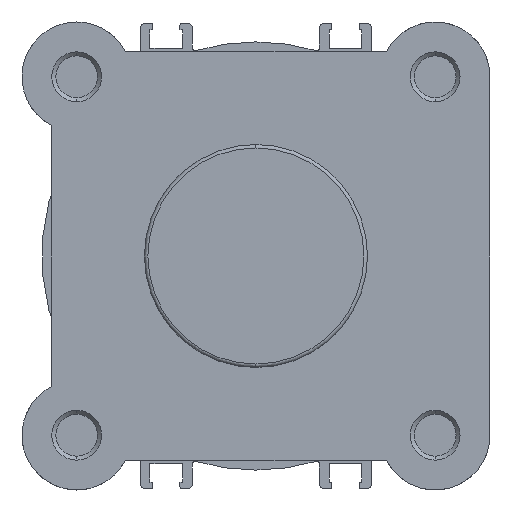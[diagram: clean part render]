
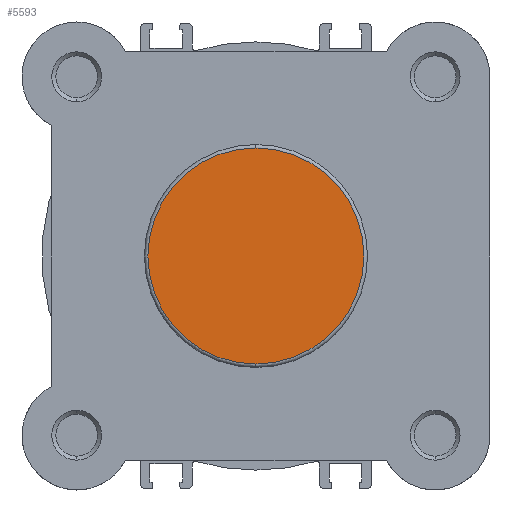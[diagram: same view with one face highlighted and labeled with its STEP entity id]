
A CAD part, left-side view. The second image highlights one B-rep face of the part: STEP entity #5593.
In plain terms, the highlighted planar face has unit normal (-1, 0, 0).
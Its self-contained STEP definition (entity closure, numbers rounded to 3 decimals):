
#593 = CIRCLE ( 'NONE', #5483, 21.7 ) ;
#704 = CIRCLE ( 'NONE', #5528, 21.7 ) ;
#827 = FACE_OUTER_BOUND ( 'NONE', #2419, .T. ) ;
#1783 = CARTESIAN_POINT ( 'NONE',  ( 0., 0., 0. ) ) ;
#1784 = DIRECTION ( 'NONE',  ( -1., 0., 0. ) ) ;
#1785 = DIRECTION ( 'NONE',  ( 0., 0., -1. ) ) ;
#1974 = CARTESIAN_POINT ( 'NONE',  ( 0., 0., 0. ) ) ;
#1981 = DIRECTION ( 'NONE',  ( -1., 0., 0. ) ) ;
#1982 = DIRECTION ( 'NONE',  ( 0., 0., -1. ) ) ;
#2419 = EDGE_LOOP ( 'NONE', ( #7447, #7446 ) ) ;
#3416 = VERTEX_POINT ( 'NONE', #3783 ) ;
#3428 = VERTEX_POINT ( 'NONE', #3795 ) ;
#3783 = CARTESIAN_POINT ( 'NONE',  ( 0., 0., 21.7 ) ) ;
#3795 = CARTESIAN_POINT ( 'NONE',  ( 0., 0., -21.7 ) ) ;
#5177 = EDGE_CURVE ( 'NONE', #3416, #3428, #593, .T. ) ;
#5254 = EDGE_CURVE ( 'NONE', #3428, #3416, #704, .T. ) ;
#5483 = AXIS2_PLACEMENT_3D ( 'NONE', #1783, #1784, #1785 ) ;
#5528 = AXIS2_PLACEMENT_3D ( 'NONE', #1974, #1981, #1982 ) ;
#5593 = ADVANCED_FACE ( 'NONE', ( #827 ), #6074, .F. ) ;
#5820 = AXIS2_PLACEMENT_3D ( 'NONE', #6073, #6075, #6076 ) ;
#6073 = CARTESIAN_POINT ( 'NONE',  ( 0., 22.4, 0. ) ) ;
#6074 = PLANE ( 'NONE',  #5820 ) ;
#6075 = DIRECTION ( 'NONE',  ( 1., 0., 0. ) ) ;
#6076 = DIRECTION ( 'NONE',  ( 0., 0., -1. ) ) ;
#7446 = ORIENTED_EDGE ( 'NONE', *, *, #5177, .T. ) ;
#7447 = ORIENTED_EDGE ( 'NONE', *, *, #5254, .T. ) ;
